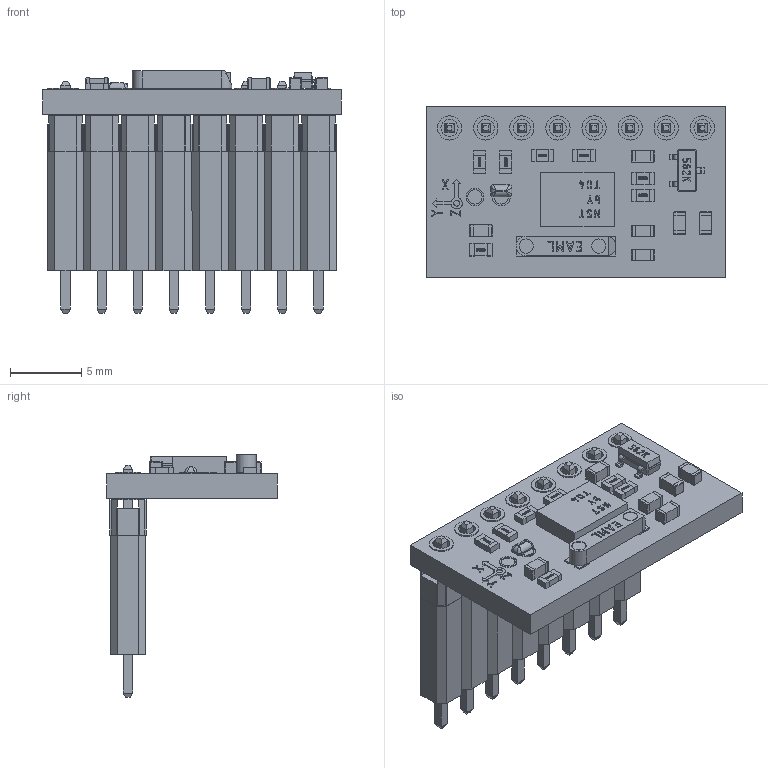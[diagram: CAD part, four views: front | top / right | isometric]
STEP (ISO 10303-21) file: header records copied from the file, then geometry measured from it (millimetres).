
FILE_DESCRIPTION(/* description */ ('','CAx-IF Rec.Pracs.---Representation and Presentation of Product Manufacturing Information (PMI)---4.0---2014-10-13'),/* implementation_level */ '2;1');
FILE_NAME(/* name */ '',/* time_stamp */ '2025-02-12T22:28:32+09:00',/* author */ (''),/* organization */ (''),/* preprocessor_version */ 'ST-DEVELOPER v20',/* originating_system */ 'Autodesk Translation Framework v13.20.0.188',/* authorisation */ '');
FILE_SCHEMA (('AP242_MANAGED_MODEL_BASED_3D_ENGINEERING_MIM_LF { 1 0 10303 442 1 1 4 }'));
Products named in the file (37): GY-BNO055高ピンヘッダー付き; GY-BNO055 v5; GY-BNO055_PLATE; BNO055_CHIP; EAML; SOLID; 0603 Resistor; 0603 Capacitor; Перемычка_SMD; ピンソケット＋ピンヘッダー高1
ピン; ピンヘッダー高1ピン; ピンソケット高1ピン; ピンソケット＋ピンヘッダー高1
ピン_1; ピンヘッダー高1ピン_
1; ピンソケット高1ピン_
1; ピンソケット＋ピンヘッダー高1
ピン_2; ピンヘッダー高1ピン_
2; ピンソケット高1ピン_
2; ピンソケット＋ピンヘッダー高1
ピン_3; ピンヘッダー高1ピン_
3; ピンソケット高1ピン_
3; ピンソケット＋ピンヘッダー高1
ピン_4; ピンヘッダー高1ピン_
4; ピンソケット高1ピン_
4; ピンソケット＋ピンヘッダー高1
ピン_5; ピンヘッダー高1ピン_
5; ピンソケット高1ピン_
5; ピンソケット＋ピンヘッダー高1
ピン_6; ピンヘッダー高1ピン_
6; ピンソケット高1ピン_
6; ピンソケット＋ピンヘッダー高1
ピン_7; ピンヘッダー高1ピン_
7; PIN; HOUSING; ピンソケット高1ピン_
7; Component1; Component2
Assembly tree (75 placements, depth 4):
  GY-BNO055高ピンヘッダー付き
    GY-BNO055 v5
      GY-BNO055_PLATE
      BNO055_CHIP
      EAML
      SOLID
      0603 Resistor  x7
      0603 Capacitor  x6
      Перемычка_SMD
    ピンソケット＋ピンヘッダー高1
ピン
      ピンヘッダー高1ピン
        PIN
        HOUSING
      ピンソケット高1ピン
        Component1
        Component2
    ピンソケット＋ピンヘッダー高1
ピン_1
      ピンヘッダー高1ピン_
1
        PIN
        HOUSING
      ピンソケット高1ピン_
1
        Component1
        Component2
    ピンソケット＋ピンヘッダー高1
ピン_2
      ピンヘッダー高1ピン_
2
        PIN
        HOUSING
      ピンソケット高1ピン_
2
        Component1
        Component2
    ピンソケット＋ピンヘッダー高1
ピン_3
      ピンヘッダー高1ピン_
3
        PIN
        HOUSING
      ピンソケット高1ピン_
3
        Component1
        Component2
    ピンソケット＋ピンヘッダー高1
ピン_4
      ピンヘッダー高1ピン_
4
        PIN
        HOUSING
      ピンソケット高1ピン_
4
        Component1
        Component2
    ピンソケット＋ピンヘッダー高1
ピン_5
      ピンヘッダー高1ピン_
5
        PIN
        HOUSING
      ピンソケット高1ピン_
5
        Component1
        Component2
    ピンソケット＋ピンヘッダー高1
ピン_6
      ピンヘッダー高1ピン_
6
        PIN
        HOUSING
      ピンソケット高1ピン_
6
        Component1
        Component2
    ピンソケット＋ピンヘッダー高1
ピン_7
      ピンヘッダー高1ピン_
7
Bounding box: 21 x 12 x 17.05 mm (x, y, z)
Volume: 963.1 mm3; surface area: 2415.1 mm2
Topology: 137 solids, 144 shells, 2764 faces, 7041 edges, 4637 vertices
Faces by surface type: plane 1694, bspline 884, cylinder 186
Full cylindrical faces by diameter (mm): 0.4 x1, 1 x4, 1.2 x24, 1.25 x2, 1.7 x16
Entity records: 66834 total; most frequent: CARTESIAN_POINT 21402, ORIENTED_EDGE 10279, DIRECTION 5942, EDGE_CURVE 5145, VERTEX_POINT 3407, LINE 3196, VECTOR 3196, EDGE_LOOP 2101
